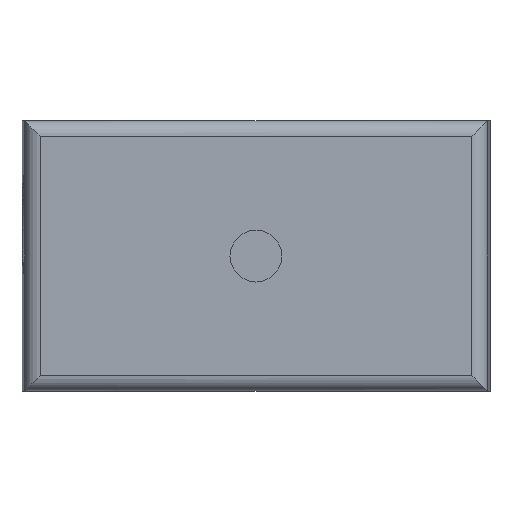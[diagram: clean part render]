
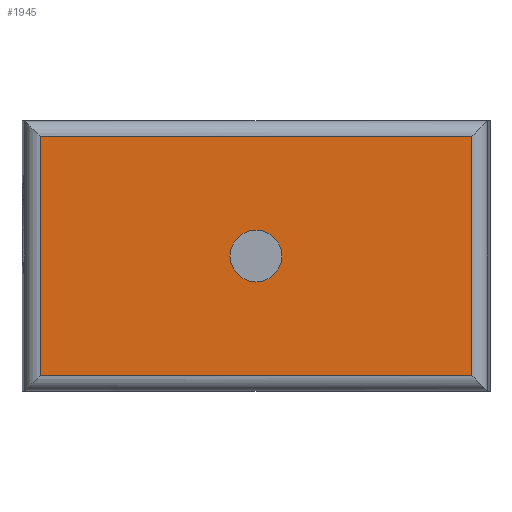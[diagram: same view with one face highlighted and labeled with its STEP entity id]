
A CAD part, left-side view. The second image highlights one B-rep face of the part: STEP entity #1945.
In plain terms, the highlighted planar face has unit normal (-1, 0, 0).
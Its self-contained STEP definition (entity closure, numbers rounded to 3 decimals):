
#52=PLANE('',#2106);
#126=CIRCLE('',#2107,2.5);
#301=ORIENTED_EDGE('',*,*,#856,.F.);
#302=ORIENTED_EDGE('',*,*,#857,.F.);
#303=ORIENTED_EDGE('',*,*,#858,.F.);
#304=ORIENTED_EDGE('',*,*,#859,.T.);
#305=ORIENTED_EDGE('',*,*,#860,.T.);
#856=EDGE_CURVE('',#1128,#1128,#126,.F.);
#857=EDGE_CURVE('',#1129,#1130,#1298,.T.);
#858=EDGE_CURVE('',#1131,#1129,#1299,.T.);
#859=EDGE_CURVE('',#1131,#1132,#1300,.T.);
#860=EDGE_CURVE('',#1132,#1130,#1301,.T.);
#1128=VERTEX_POINT('',#3197);
#1129=VERTEX_POINT('',#3199);
#1130=VERTEX_POINT('',#3200);
#1131=VERTEX_POINT('',#3202);
#1132=VERTEX_POINT('',#3204);
#1298=LINE('',#3198,#1446);
#1299=LINE('',#3201,#1447);
#1300=LINE('',#3203,#1448);
#1301=LINE('',#3205,#1449);
#1446=VECTOR('',#2438,1000.);
#1447=VECTOR('',#2439,1000.);
#1448=VECTOR('',#2440,1000.);
#1449=VECTOR('',#2441,1000.);
#1573=EDGE_LOOP('',(#301));
#1574=EDGE_LOOP('',(#302,#303,#304,#305));
#1729=FACE_BOUND('',#1573,.T.);
#1730=FACE_BOUND('',#1574,.T.);
#1945=ADVANCED_FACE('',(#1729,#1730),#52,.F.);
#2106=AXIS2_PLACEMENT_3D('',#3195,#2434,#2435);
#2107=AXIS2_PLACEMENT_3D('',#3196,#2436,#2437);
#2434=DIRECTION('',(1.,0.,0.));
#2435=DIRECTION('',(0.,0.,-1.));
#2436=DIRECTION('',(1.,0.,0.));
#2437=DIRECTION('',(0.,0.,-1.));
#2438=DIRECTION('',(0.,0.,-1.));
#2439=DIRECTION('',(0.,-1.,0.));
#2440=DIRECTION('',(0.,0.,-1.));
#2441=DIRECTION('',(0.,-1.,0.));
#3195=CARTESIAN_POINT('',(-60.,43.247,13.));
#3196=CARTESIAN_POINT('',(-60.,22.5,0.));
#3197=CARTESIAN_POINT('',(-60.,22.5,-2.5));
#3198=CARTESIAN_POINT('',(-60.,1.753,13.));
#3199=CARTESIAN_POINT('',(-60.,1.753,11.5));
#3200=CARTESIAN_POINT('',(-60.,1.753,-11.5));
#3201=CARTESIAN_POINT('',(-60.,45.,11.5));
#3202=CARTESIAN_POINT('',(-60.,43.247,11.5));
#3203=CARTESIAN_POINT('',(-60.,43.247,13.));
#3204=CARTESIAN_POINT('',(-60.,43.247,-11.5));
#3205=CARTESIAN_POINT('',(-60.,45.,-11.5));
